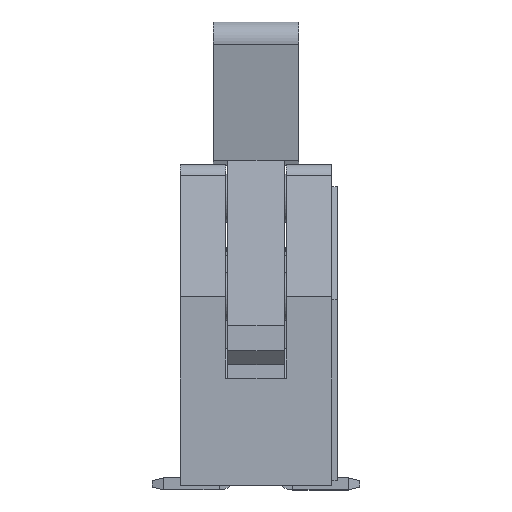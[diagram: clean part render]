
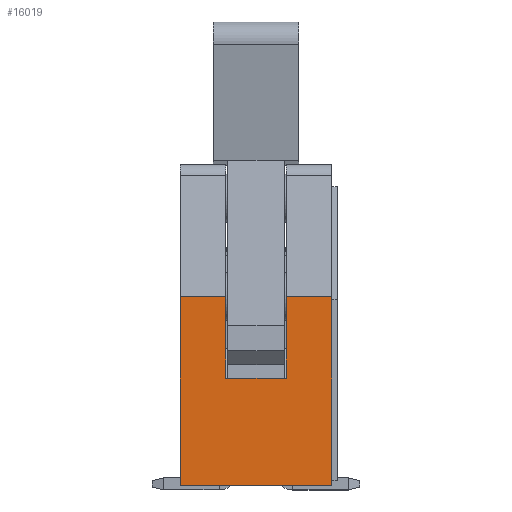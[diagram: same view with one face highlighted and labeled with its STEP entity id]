
A CAD part, front view. The second image highlights one B-rep face of the part: STEP entity #16019.
In plain terms, the highlighted planar face has unit normal (0, -1, 0).
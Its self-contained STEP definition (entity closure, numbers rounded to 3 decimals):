
#695=PLANE('',#17255);
#1577=FACE_OUTER_BOUND('',#2508,.T.);
#2508=EDGE_LOOP('',(#14190,#14191,#14192,#14193,#14194,#14195,#14196,#14197));
#3797=LINE('',#24573,#5754);
#4109=LINE('',#25233,#6066);
#4236=LINE('',#25545,#6193);
#4303=LINE('',#25735,#6260);
#4322=LINE('',#25775,#6279);
#4330=LINE('',#25791,#6287);
#4333=LINE('',#25796,#6290);
#4334=LINE('',#25797,#6291);
#5754=VECTOR('',#20272,9.99);
#6066=VECTOR('',#20676,9.99);
#6193=VECTOR('',#20909,8.);
#6260=VECTOR('',#21056,4.31);
#6279=VECTOR('',#21089,4.31);
#6287=VECTOR('',#21107,3.2);
#6290=VECTOR('',#21114,2.4);
#6291=VECTOR('',#21115,2.4);
#7713=VERTEX_POINT('',#24570);
#7714=VERTEX_POINT('',#24572);
#8015=VERTEX_POINT('',#25230);
#8016=VERTEX_POINT('',#25232);
#8170=VERTEX_POINT('',#25732);
#8171=VERTEX_POINT('',#25734);
#8184=VERTEX_POINT('',#25772);
#8185=VERTEX_POINT('',#25774);
#9685=EDGE_CURVE('',#7714,#7713,#3797,.T.);
#10020=EDGE_CURVE('',#8015,#8016,#4109,.T.);
#10174=EDGE_CURVE('',#7713,#8016,#4236,.T.);
#10260=EDGE_CURVE('',#8171,#8170,#4303,.T.);
#10283=EDGE_CURVE('',#8184,#8185,#4322,.T.);
#10292=EDGE_CURVE('',#8170,#8185,#4330,.T.);
#10295=EDGE_CURVE('',#7714,#8184,#4333,.T.);
#10296=EDGE_CURVE('',#8171,#8015,#4334,.T.);
#14190=ORIENTED_EDGE('',*,*,#10260,.T.);
#14191=ORIENTED_EDGE('',*,*,#10292,.T.);
#14192=ORIENTED_EDGE('',*,*,#10283,.F.);
#14193=ORIENTED_EDGE('',*,*,#10295,.F.);
#14194=ORIENTED_EDGE('',*,*,#9685,.T.);
#14195=ORIENTED_EDGE('',*,*,#10174,.T.);
#14196=ORIENTED_EDGE('',*,*,#10020,.F.);
#14197=ORIENTED_EDGE('',*,*,#10296,.F.);
#16019=ADVANCED_FACE('',(#1577),#695,.T.);
#17255=AXIS2_PLACEMENT_3D('',#25795,#21112,#21113);
#20272=DIRECTION('',(0.,0.,-1.));
#20676=DIRECTION('',(0.,0.,-1.));
#20909=DIRECTION('',(1.,0.,0.));
#21056=DIRECTION('',(0.,0.,-1.));
#21089=DIRECTION('',(0.,0.,-1.));
#21107=DIRECTION('',(-1.,0.,0.));
#21112=DIRECTION('center_axis',(0.,-1.,0.));
#21113=DIRECTION('ref_axis',(0.,0.,
-1.));
#21114=DIRECTION('',(1.,0.,0.));
#21115=DIRECTION('',(1.,0.,0.));
#24570=CARTESIAN_POINT('',(-4.,-22.35,0.24));
#24572=CARTESIAN_POINT('',(-4.,-22.35,10.23));
#24573=CARTESIAN_POINT('',(-4.,-22.35,10.23));
#25230=CARTESIAN_POINT('',(4.,-22.35,10.23));
#25232=CARTESIAN_POINT('',(4.,-22.35,0.24));
#25233=CARTESIAN_POINT('',(4.,-22.35,10.23));
#25545=CARTESIAN_POINT('',(-4.,-22.35,0.24));
#25732=CARTESIAN_POINT('',(1.6,-22.35,5.92));
#25734=CARTESIAN_POINT('',(1.6,-22.35,10.23));
#25735=CARTESIAN_POINT('',(1.6,-22.35,10.23));
#25772=CARTESIAN_POINT('',(-1.6,-22.35,10.23));
#25774=CARTESIAN_POINT('',(-1.6,-22.35,5.92));
#25775=CARTESIAN_POINT('',(-1.6,-22.35,10.23));
#25791=CARTESIAN_POINT('',(1.6,-22.35,5.92));
#25795=CARTESIAN_POINT('Origin',(-4.,-22.35,17.24));
#25796=CARTESIAN_POINT('',(-4.,-22.35,10.23));
#25797=CARTESIAN_POINT('',(1.6,-22.35,10.23));
